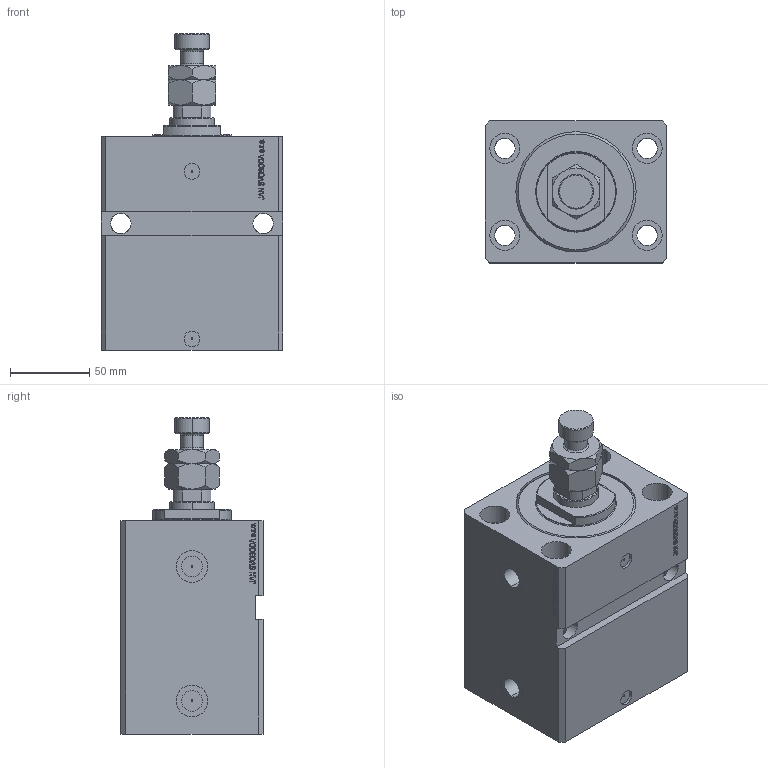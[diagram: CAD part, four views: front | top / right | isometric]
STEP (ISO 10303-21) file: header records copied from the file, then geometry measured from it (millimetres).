
FILE_DESCRIPTION (( 'STEP AP203' ), '1' );
FILE_NAME ('2443.STEP', '2022-04-09T18:21:38', ( '' ), ( '' ), 'SwSTEP 2.0', 'SolidWorks 2019', '' );
FILE_SCHEMA (( 'CONFIG_CONTROL_DESIGN' ));
Length unit declared in the file: millimetre
Products named in the file (5): MFA 1d50d7167fd7cd58b0cb6aa37d56ac62; V250CE_VC_E 1d50d7167fd7cd58b0cb6aa37d56ac62; V250CE_E_Body 1d50d7167fd7cd58b0cb6aa37d56ac62; V250CE_C_VCP 1d50d7167fd7cd58b0cb6aa37d56ac62; 2443
Assembly tree (4 placements, depth 2):
  2443
    V250CE_E_Body 1d50d7167fd7cd58b0cb6aa37d56ac62
    V250CE_C_VCP 1d50d7167fd7cd58b0cb6aa37d56ac62
    V250CE_VC_E 1d50d7167fd7cd58b0cb6aa37d56ac62
    MFA 1d50d7167fd7cd58b0cb6aa37d56ac62
Bounding box: 115 x 90 x 199.9 mm (x, y, z)
Volume: 1186550.6 mm3; surface area: 177898.4 mm2
Topology: 4 solids, 4 shells, 989 faces, 2520 edges, 1645 vertices
Faces by surface type: plane 483, bspline 368, cylinder 88, cone 40, torus 10
Entity records: 47601 total; most frequent: CARTESIAN_POINT 25679, ORIENTED_EDGE 5036, DIRECTION 3150, EDGE_CURVE 2518, VERTEX_POINT 1645, VECTOR 1506, LINE 1506, EDGE_LOOP 1125
